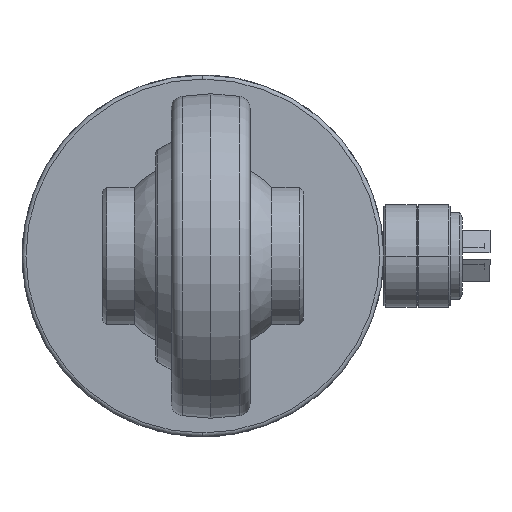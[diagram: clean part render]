
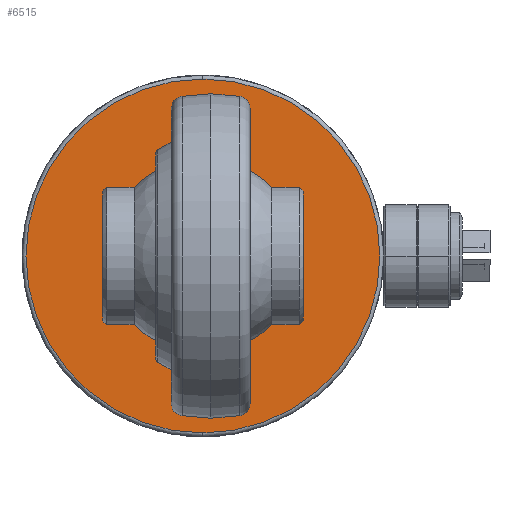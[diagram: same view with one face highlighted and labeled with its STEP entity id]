
A CAD part, left-side view. The second image highlights one B-rep face of the part: STEP entity #6515.
In plain terms, the highlighted planar face has unit normal (-1, 0, 0).
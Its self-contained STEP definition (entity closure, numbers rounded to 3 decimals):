
#252 = CARTESIAN_POINT ( 'NONE',  ( -10., 0., 45. ) ) ;
#1036 = VERTEX_POINT ( 'NONE', #8567 ) ;
#2030 = EDGE_LOOP ( 'NONE', ( #12905, #5840 ) ) ;
#2543 = EDGE_CURVE ( 'NONE', #7138, #1036, #10244, .T. ) ;
#5840 = ORIENTED_EDGE ( 'NONE', *, *, #9474, .T. ) ;
#6381 = DIRECTION ( 'NONE',  ( 0., 0., 1. ) ) ;
#6515 = ADVANCED_FACE ( 'NONE', ( #8238 ), #8327, .T. ) ;
#7138 = VERTEX_POINT ( 'NONE', #16504 ) ;
#7772 = AXIS2_PLACEMENT_3D ( 'NONE', #252, #12668, #15320 ) ;
#7809 = DIRECTION ( 'NONE',  ( -1., 0., 0. ) ) ;
#8238 = FACE_OUTER_BOUND ( 'NONE', #2030, .T. ) ;
#8327 = PLANE ( 'NONE',  #7772 ) ;
#8567 = CARTESIAN_POINT ( 'NONE',  ( -10., 0., -45. ) ) ;
#9474 = EDGE_CURVE ( 'NONE', #1036, #7138, #15365, .T. ) ;
#9857 = DIRECTION ( 'NONE',  ( 0., 0., 1. ) ) ;
#10244 = CIRCLE ( 'NONE', #10833, 45. ) ;
#10833 = AXIS2_PLACEMENT_3D ( 'NONE', #14176, #13822, #9857 ) ;
#12668 = DIRECTION ( 'NONE',  ( -1., 0., 0. ) ) ;
#12905 = ORIENTED_EDGE ( 'NONE', *, *, #2543, .T. ) ;
#13822 = DIRECTION ( 'NONE',  ( -1., 0., 0. ) ) ;
#14176 = CARTESIAN_POINT ( 'NONE',  ( -10., 0., 0. ) ) ;
#14811 = AXIS2_PLACEMENT_3D ( 'NONE', #16156, #7809, #6381 ) ;
#15320 = DIRECTION ( 'NONE',  ( 0., 0., 1. ) ) ;
#15365 = CIRCLE ( 'NONE', #14811, 45. ) ;
#16156 = CARTESIAN_POINT ( 'NONE',  ( -10., 0., 0. ) ) ;
#16504 = CARTESIAN_POINT ( 'NONE',  ( -10., 0., 45. ) ) ;
